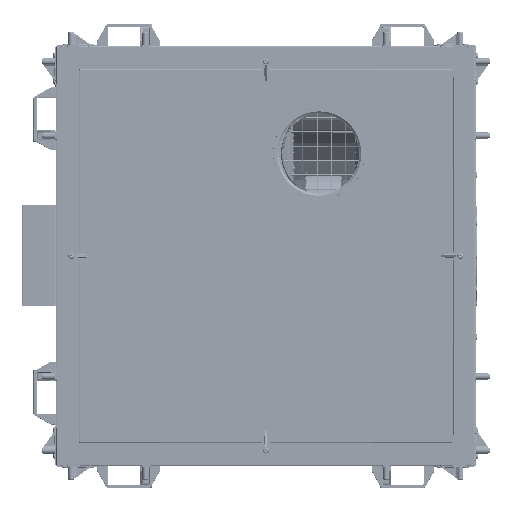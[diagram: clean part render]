
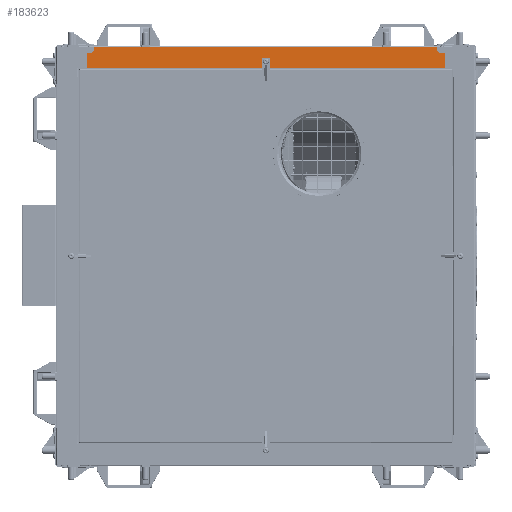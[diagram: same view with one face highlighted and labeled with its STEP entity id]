
A CAD part, left-side view. The second image highlights one B-rep face of the part: STEP entity #183623.
In plain terms, the highlighted planar face has unit normal (-1, 0, 0).
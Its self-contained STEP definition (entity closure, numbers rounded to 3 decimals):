
#13401=PLANE('',#200794);
#20503=LINE('',#292622,#35461);
#20745=LINE('',#293208,#35703);
#20747=LINE('',#293212,#35705);
#21106=LINE('',#294083,#36064);
#21170=LINE('',#294270,#36128);
#21174=LINE('',#294308,#36132);
#21176=LINE('',#294311,#36134);
#21184=LINE('',#294333,#36142);
#21281=LINE('',#294651,#36239);
#21350=LINE('',#294831,#36308);
#21355=LINE('',#294875,#36313);
#21371=LINE('',#294945,#36329);
#21372=LINE('',#294947,#36330);
#28323=LINE('',#322157,#43281);
#28324=LINE('',#322159,#43282);
#28325=LINE('',#322161,#43283);
#28326=LINE('',#322163,#43284);
#28327=LINE('',#322164,#43285);
#35461=VECTOR('',#227150,10.);
#35703=VECTOR('',#227680,10.);
#35705=VECTOR('',#227682,10.);
#36064=VECTOR('',#228505,10.);
#36128=VECTOR('',#228629,10.);
#36132=VECTOR('',#228643,10.);
#36134=VECTOR('',#228647,10.);
#36142=VECTOR('',#228681,10.);
#36239=VECTOR('',#228926,10.);
#36308=VECTOR('',#229083,10.);
#36313=VECTOR('',#229092,10.);
#36329=VECTOR('',#229132,10.);
#36330=VECTOR('',#229135,10.);
#43281=VECTOR('',#249832,10.);
#43282=VECTOR('',#249833,10.);
#43283=VECTOR('',#249834,10.);
#43284=VECTOR('',#249835,10.);
#43285=VECTOR('',#249836,10.);
#53752=FACE_OUTER_BOUND('',#65182,.T.);
#65182=EDGE_LOOP('',(#162977,#162978,#162979,#162980,#162981,#162982,#162983,
#162984,#162985,#162986,#162987,#162988,#162989,#162990,#162991,#162992,
#162993,#162994));
#81055=VERTEX_POINT('',#292619);
#81056=VERTEX_POINT('',#292621);
#81256=VERTEX_POINT('',#293207);
#81257=VERTEX_POINT('',#293209);
#81258=VERTEX_POINT('',#293211);
#81528=VERTEX_POINT('',#294082);
#81571=VERTEX_POINT('',#294265);
#81573=VERTEX_POINT('',#294305);
#81574=VERTEX_POINT('',#294307);
#81575=VERTEX_POINT('',#294332);
#81646=VERTEX_POINT('',#294649);
#81705=VERTEX_POINT('',#294829);
#81708=VERTEX_POINT('',#294874);
#81716=VERTEX_POINT('',#294943);
#87981=VERTEX_POINT('',#322156);
#87982=VERTEX_POINT('',#322158);
#87983=VERTEX_POINT('',#322160);
#87984=VERTEX_POINT('',#322162);
#101507=EDGE_CURVE('',#81056,#81055,#20503,.T.);
#101803=EDGE_CURVE('',#81056,#81256,#20745,.T.);
#101805=EDGE_CURVE('',#81257,#81258,#20747,.T.);
#102246=EDGE_CURVE('',#81258,#81528,#21106,.T.);
#102321=EDGE_CURVE('',#81571,#81528,#21170,.T.);
#102327=EDGE_CURVE('',#81574,#81573,#21174,.T.);
#102329=EDGE_CURVE('',#81573,#81571,#21176,.T.);
#102338=EDGE_CURVE('',#81575,#81574,#21184,.T.);
#102463=EDGE_CURVE('',#81646,#81575,#21281,.T.);
#102551=EDGE_CURVE('',#81055,#81705,#21350,.T.);
#102558=EDGE_CURVE('',#81708,#81646,#21355,.T.);
#102578=EDGE_CURVE('',#81716,#81708,#21371,.T.);
#102579=EDGE_CURVE('',#81705,#81716,#21372,.T.);
#113039=EDGE_CURVE('',#81257,#87981,#28323,.T.);
#113040=EDGE_CURVE('',#87981,#87982,#28324,.T.);
#113041=EDGE_CURVE('',#87982,#87983,#28325,.T.);
#113042=EDGE_CURVE('',#87983,#87984,#28326,.T.);
#113043=EDGE_CURVE('',#87984,#81256,#28327,.T.);
#162977=ORIENTED_EDGE('',*,*,#113039,.T.);
#162978=ORIENTED_EDGE('',*,*,#113040,.T.);
#162979=ORIENTED_EDGE('',*,*,#113041,.T.);
#162980=ORIENTED_EDGE('',*,*,#113042,.T.);
#162981=ORIENTED_EDGE('',*,*,#113043,.T.);
#162982=ORIENTED_EDGE('',*,*,#101803,.F.);
#162983=ORIENTED_EDGE('',*,*,#101507,.T.);
#162984=ORIENTED_EDGE('',*,*,#102551,.T.);
#162985=ORIENTED_EDGE('',*,*,#102579,.T.);
#162986=ORIENTED_EDGE('',*,*,#102578,.T.);
#162987=ORIENTED_EDGE('',*,*,#102558,.T.);
#162988=ORIENTED_EDGE('',*,*,#102463,.T.);
#162989=ORIENTED_EDGE('',*,*,#102338,.T.);
#162990=ORIENTED_EDGE('',*,*,#102327,.T.);
#162991=ORIENTED_EDGE('',*,*,#102329,.T.);
#162992=ORIENTED_EDGE('',*,*,#102321,.T.);
#162993=ORIENTED_EDGE('',*,*,#102246,.F.);
#162994=ORIENTED_EDGE('',*,*,#101805,.F.);
#183623=ADVANCED_FACE('',(#53752),#13401,.T.);
#200794=AXIS2_PLACEMENT_3D('',#322155,#249830,#249831);
#227150=DIRECTION('',(0.,0.,1.));
#227680=DIRECTION('',(0.,1.,0.));
#227682=DIRECTION('',(0.,1.,0.));
#228505=DIRECTION('',(0.,0.,1.));
#228629=DIRECTION('',(0.,1.,0.));
#228643=DIRECTION('',(0.,0.,-1.));
#228647=DIRECTION('',(0.,0.707,-0.707));
#228681=DIRECTION('',(0.,0.,-1.));
#228926=DIRECTION('',(0.,1.,0.));
#229083=DIRECTION('',(0.,1.,0.));
#229092=DIRECTION('',(0.,0.,1.));
#229132=DIRECTION('',(0.,0.,1.));
#229135=DIRECTION('',(0.,0.707,0.707));
#249830=DIRECTION('center_axis',(-1.,0.,0.));
#249831=DIRECTION('ref_axis',(0.,0.,
1.));
#249832=DIRECTION('',(0.,0.,1.));
#249833=DIRECTION('',(0.,-0.707,0.707));
#249834=DIRECTION('',(0.,-1.,0.));
#249835=DIRECTION('',(0.,-0.707,-0.707));
#249836=DIRECTION('',(0.,0.,-1.));
#292619=CARTESIAN_POINT('',(-25.,-895.95,57.2));
#292621=CARTESIAN_POINT('',(-25.,-895.95,21.45));
#292622=CARTESIAN_POINT('',(-25.,-895.95,21.45));
#293207=CARTESIAN_POINT('',(-25.,-481.,21.45));
#293208=CARTESIAN_POINT('',(-25.,-895.95,21.45));
#293209=CARTESIAN_POINT('',(-25.,-461.,21.45));
#293211=CARTESIAN_POINT('',(-25.,-45.95,21.45));
#293212=CARTESIAN_POINT('',(-25.,-895.95,21.45));
#294082=CARTESIAN_POINT('',(-25.,-45.95,57.2));
#294083=CARTESIAN_POINT('',(-25.,-45.95,21.45));
#294265=CARTESIAN_POINT('',(-25.,-57.75,57.2));
#294270=CARTESIAN_POINT('',(-25.,-479.85,57.2));
#294305=CARTESIAN_POINT('',(-25.,-63.75,63.2));
#294307=CARTESIAN_POINT('',(-25.,-63.75,70.325));
#294308=CARTESIAN_POINT('',(-25.,-63.75,45.887));
#294311=CARTESIAN_POINT('',(-25.,-259.863,259.312));
#294332=CARTESIAN_POINT('',(-25.,-63.75,70.45));
#294333=CARTESIAN_POINT('',(-25.,-63.75,45.887));
#294649=CARTESIAN_POINT('',(-25.,-878.15,70.45));
#294651=CARTESIAN_POINT('',(-25.,-895.95,70.45));
#294829=CARTESIAN_POINT('',(-25.,-884.15,57.2));
#294831=CARTESIAN_POINT('',(-25.,-924.108,57.2));
#294874=CARTESIAN_POINT('',(-25.,-878.15,70.325));
#294875=CARTESIAN_POINT('',(-25.,-878.15,45.887));
#294943=CARTESIAN_POINT('',(-25.,-878.15,63.2));
#294945=CARTESIAN_POINT('',(-25.,-878.15,45.887));
#294947=CARTESIAN_POINT('',(-25.,-894.537,46.812));
#322155=CARTESIAN_POINT('Origin',(-25.,-895.95,21.45));
#322156=CARTESIAN_POINT('',(-25.,-461.,43.95));
#322157=CARTESIAN_POINT('',(-25.,-461.,6.2));
#322158=CARTESIAN_POINT('',(-25.,-463.,45.95));
#322159=CARTESIAN_POINT('',(-25.,-564.613,147.562));
#322160=CARTESIAN_POINT('',(-25.,-479.,45.95));
#322161=CARTESIAN_POINT('',(-25.,-678.475,45.95));
#322162=CARTESIAN_POINT('',(-25.,-481.,43.95));
#322163=CARTESIAN_POINT('',(-25.,-589.862,-64.913));
#322164=CARTESIAN_POINT('',(-25.,-481.,33.7));
